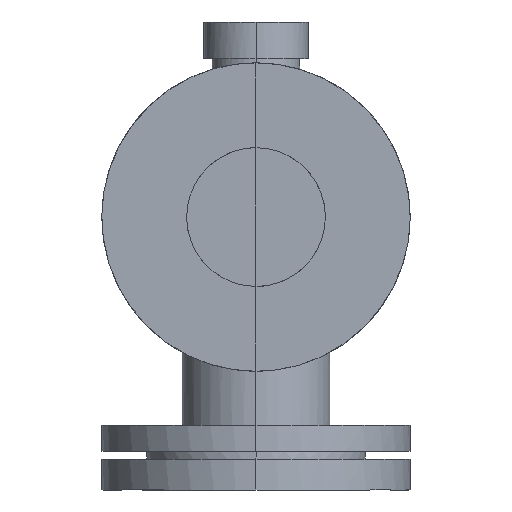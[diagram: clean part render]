
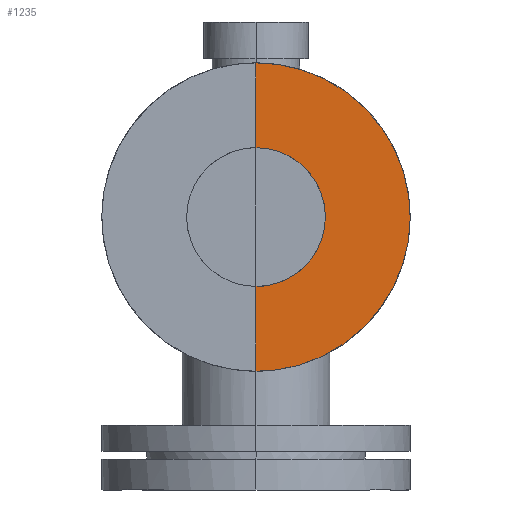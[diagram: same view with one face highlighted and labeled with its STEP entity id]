
A CAD part, left-side view. The second image highlights one B-rep face of the part: STEP entity #1235.
In plain terms, the highlighted planar face has unit normal (-1, 0, 0).
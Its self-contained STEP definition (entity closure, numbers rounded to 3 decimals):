
#1063=CARTESIAN_POINT('Vertex',(-177.,0.,-45.)) ;
#1067=CARTESIAN_POINT('Control Point',(-177.,0.,45.)) ;
#1068=CARTESIAN_POINT('Control Point',(-177.,-7.069,45.)) ;
#1069=CARTESIAN_POINT('Control Point',(-177.,-14.137,43.612)) ;
#1070=CARTESIAN_POINT('Control Point',(-177.,-20.842,40.835)) ;
#1071=CARTESIAN_POINT('Control Point',(-177.,-32.801,32.801)) ;
#1072=CARTESIAN_POINT('Control Point',(-177.,-40.835,20.842)) ;
#1073=CARTESIAN_POINT('Control Point',(-177.,-43.612,14.137)) ;
#1074=CARTESIAN_POINT('Control Point',(-177.,-46.388,0.)) ;
#1075=CARTESIAN_POINT('Control Point',(-177.,-43.612,-14.137)) ;
#1076=CARTESIAN_POINT('Control Point',(-177.,-40.835,-20.842)) ;
#1077=CARTESIAN_POINT('Control Point',(-177.,-32.801,-32.801)) ;
#1078=CARTESIAN_POINT('Control Point',(-177.,-20.842,-40.835)) ;
#1079=CARTESIAN_POINT('Control Point',(-177.,-14.137,-43.612)) ;
#1080=CARTESIAN_POINT('Control Point',(-177.,-7.069,-45.)) ;
#1081=CARTESIAN_POINT('Control Point',(-177.,0.,-45.)) ;
#1082=CARTESIAN_POINT('Vertex',(-177.,0.,45.)) ;
#1205=CARTESIAN_POINT('Axis2P3D Location',(-177.,0.,0.)) ;
#1211=CARTESIAN_POINT('Control Point',(-177.,0.,-100.)) ;
#1212=CARTESIAN_POINT('Control Point',(-177.,0.,-45.)) ;
#1213=CARTESIAN_POINT('Vertex',(-177.,0.,-100.)) ;
#1217=CARTESIAN_POINT('Control Point',(-177.,0.,100.)) ;
#1218=CARTESIAN_POINT('Control Point',(-177.,-100.,100.)) ;
#1219=CARTESIAN_POINT('Control Point',(-177.,-100.,0.)) ;
#1220=CARTESIAN_POINT('Control Point',(-177.,-100.,-100.)) ;
#1221=CARTESIAN_POINT('Control Point',(-177.,0.,-100.)) ;
#1222=CARTESIAN_POINT('Vertex',(-177.,0.,100.)) ;
#1226=CARTESIAN_POINT('Control Point',(-177.,0.,45.)) ;
#1227=CARTESIAN_POINT('Control Point',(-177.,0.,100.)) ;
#1206=DIRECTION('Axis2P3D Direction',(-1.,0.,0.)) ;
#1207=DIRECTION('Axis2P3D XDirection',(0.,0.,1.)) ;
#1208=AXIS2_PLACEMENT_3D('Plane Axis2P3D',#1205,#1206,#1207) ;
#1209=PLANE('',#1208) ;
#1084=EDGE_CURVE('',#1083,#1064,#1066,.T.) ;
#1215=EDGE_CURVE('',#1214,#1064,#1210,.T.) ;
#1224=EDGE_CURVE('',#1223,#1214,#1216,.T.) ;
#1228=EDGE_CURVE('',#1083,#1223,#1225,.T.) ;
#1230=ORIENTED_EDGE('',*,*,#1084,.T.) ;
#1231=ORIENTED_EDGE('',*,*,#1215,.F.) ;
#1232=ORIENTED_EDGE('',*,*,#1224,.F.) ;
#1233=ORIENTED_EDGE('',*,*,#1228,.F.) ;
#1229=EDGE_LOOP('',(#1230,#1231,#1232,#1233)) ;
#1064=VERTEX_POINT('',#1063) ;
#1083=VERTEX_POINT('',#1082) ;
#1214=VERTEX_POINT('',#1213) ;
#1223=VERTEX_POINT('',#1222) ;
#1235=ADVANCED_FACE('Solid1',(#1234),#1209,.T.) ;
#1066=B_SPLINE_CURVE_WITH_KNOTS('',5,(#1067,#1068,#1069,#1070,#1071,#1072,#1073,#1074,#1075,#1076,#1077,#1078,#1079,#1080,#1081),.UNSPECIFIED.,.F.,.U.,(6,3,3,3,6),(0.,0.785,1.571,2.356,3.142),.UNSPECIFIED.) ;
#1210=B_SPLINE_CURVE_WITH_KNOTS('',1,(#1211,#1212),.UNSPECIFIED.,.F.,.U.,(2,2),(0.,55.),.UNSPECIFIED.) ;
#1225=B_SPLINE_CURVE_WITH_KNOTS('',1,(#1226,#1227),.UNSPECIFIED.,.F.,.U.,(2,2),(0.,55.),.UNSPECIFIED.) ;
#1234=FACE_OUTER_BOUND('',#1229,.T.) ;
#1216=(BOUNDED_CURVE()B_SPLINE_CURVE(2,(#1217,#1218,#1219,#1220,#1221),.UNSPECIFIED.,.F.,.U.)B_SPLINE_CURVE_WITH_KNOTS((3,2,3),(0.,200.,400.),.UNSPECIFIED.)CURVE()GEOMETRIC_REPRESENTATION_ITEM()RATIONAL_B_SPLINE_CURVE((1.,0.707,1.,0.707,1.))REPRESENTATION_ITEM('')) ;
